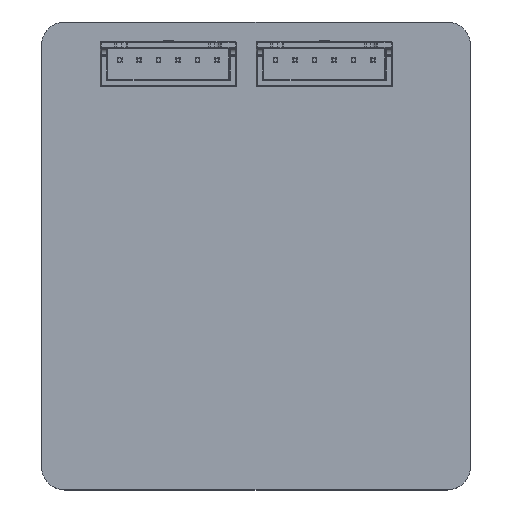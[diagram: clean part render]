
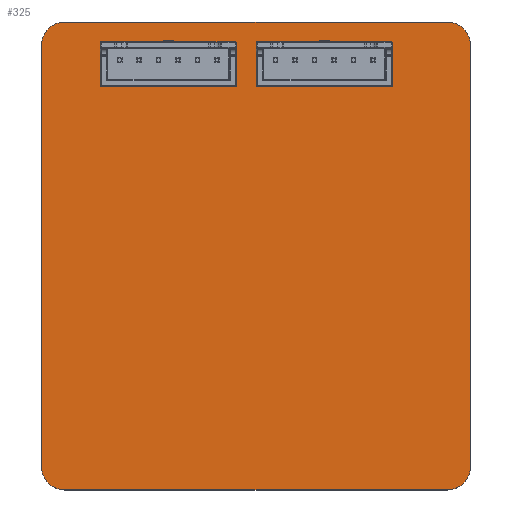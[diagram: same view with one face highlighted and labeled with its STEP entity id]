
A CAD part, top view. The second image highlights one B-rep face of the part: STEP entity #325.
In plain terms, the highlighted planar face has unit normal (0, 0, 1).
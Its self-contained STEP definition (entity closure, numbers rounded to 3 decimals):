
#60 = VERTEX_POINT('',#61);
#61 = CARTESIAN_POINT('',(-3.5,-53.6,1.469));
#67 = EDGE_CURVE('',#60,#68,#70,.T.);
#68 = VERTEX_POINT('',#69);
#69 = CARTESIAN_POINT('',(-3.5,0.4,1.469));
#70 = LINE('',#71,#72);
#71 = CARTESIAN_POINT('',(-3.5,-53.6,1.469));
#72 = VECTOR('',#73,1.);
#73 = DIRECTION('',(0.,1.,0.));
#98 = EDGE_CURVE('',#68,#99,#101,.T.);
#99 = VERTEX_POINT('',#100);
#100 = CARTESIAN_POINT('',(-0.5,3.4,1.469));
#101 = CIRCLE('',#102,3.001);
#102 = AXIS2_PLACEMENT_3D('',#103,#104,#105);
#103 = CARTESIAN_POINT('',(-0.499,0.399,1.469));
#104 = DIRECTION('',(0.,0.,-1.));
#105 = DIRECTION('',(-1.,0.,0.));
#131 = EDGE_CURVE('',#99,#132,#134,.T.);
#132 = VERTEX_POINT('',#133);
#133 = CARTESIAN_POINT('',(48.5,3.4,1.469));
#134 = LINE('',#135,#136);
#135 = CARTESIAN_POINT('',(-0.5,3.4,1.469));
#136 = VECTOR('',#137,1.);
#137 = DIRECTION('',(1.,0.,0.));
#162 = EDGE_CURVE('',#132,#163,#165,.T.);
#163 = VERTEX_POINT('',#164);
#164 = CARTESIAN_POINT('',(51.5,0.4,1.469));
#165 = CIRCLE('',#166,3.001);
#166 = AXIS2_PLACEMENT_3D('',#167,#168,#169);
#167 = CARTESIAN_POINT('',(48.499,0.399,1.469));
#168 = DIRECTION('',(0.,0.,-1.));
#169 = DIRECTION('',(0.,1.,0.));
#195 = EDGE_CURVE('',#163,#196,#198,.T.);
#196 = VERTEX_POINT('',#197);
#197 = CARTESIAN_POINT('',(51.5,-53.6,1.469));
#198 = LINE('',#199,#200);
#199 = CARTESIAN_POINT('',(51.5,0.4,1.469));
#200 = VECTOR('',#201,1.);
#201 = DIRECTION('',(0.,-1.,0.));
#226 = EDGE_CURVE('',#196,#227,#229,.T.);
#227 = VERTEX_POINT('',#228);
#228 = CARTESIAN_POINT('',(48.5,-56.6,1.469));
#229 = CIRCLE('',#230,3.001);
#230 = AXIS2_PLACEMENT_3D('',#231,#232,#233);
#231 = CARTESIAN_POINT('',(48.499,-53.599,1.469));
#232 = DIRECTION('',(0.,0.,-1.));
#233 = DIRECTION('',(1.,0.,0.));
#259 = EDGE_CURVE('',#227,#260,#262,.T.);
#260 = VERTEX_POINT('',#261);
#261 = CARTESIAN_POINT('',(-0.5,-56.6,1.469));
#262 = LINE('',#263,#264);
#263 = CARTESIAN_POINT('',(48.5,-56.6,1.469));
#264 = VECTOR('',#265,1.);
#265 = DIRECTION('',(-1.,0.,0.));
#290 = EDGE_CURVE('',#260,#60,#291,.T.);
#291 = CIRCLE('',#292,3.001);
#292 = AXIS2_PLACEMENT_3D('',#293,#294,#295);
#293 = CARTESIAN_POINT('',(-0.499,-53.599,1.469));
#294 = DIRECTION('',(0.,0.,-1.));
#295 = DIRECTION('',(0.,-1.,-0.));
#325 = ADVANCED_FACE('',(#326),#336,.F.);
#326 = FACE_BOUND('',#327,.F.);
#327 = EDGE_LOOP('',(#328,#329,#330,#331,#332,#333,#334,#335));
#328 = ORIENTED_EDGE('',*,*,#67,.T.);
#329 = ORIENTED_EDGE('',*,*,#98,.T.);
#330 = ORIENTED_EDGE('',*,*,#131,.T.);
#331 = ORIENTED_EDGE('',*,*,#162,.T.);
#332 = ORIENTED_EDGE('',*,*,#195,.T.);
#333 = ORIENTED_EDGE('',*,*,#226,.T.);
#334 = ORIENTED_EDGE('',*,*,#259,.T.);
#335 = ORIENTED_EDGE('',*,*,#290,.T.);
#336 = PLANE('',#337);
#337 = AXIS2_PLACEMENT_3D('',#338,#339,#340);
#338 = CARTESIAN_POINT('',(24.,-26.6,1.469));
#339 = DIRECTION('',(-0.,-0.,-1.));
#340 = DIRECTION('',(-1.,0.,0.));
